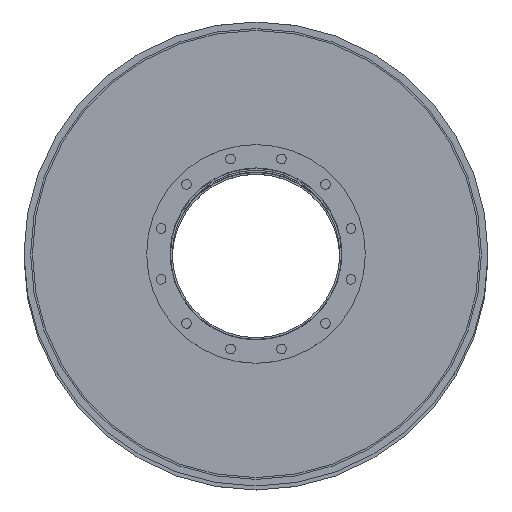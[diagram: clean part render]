
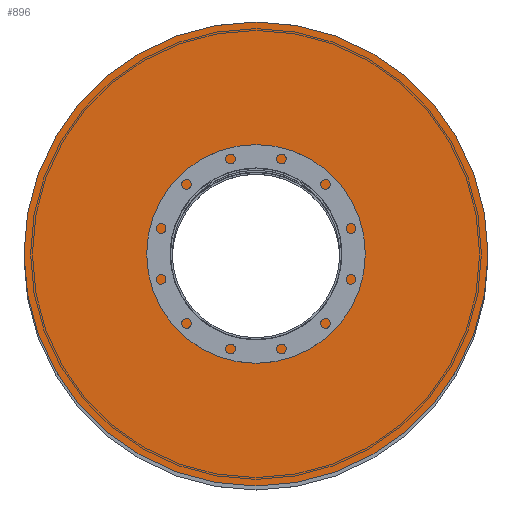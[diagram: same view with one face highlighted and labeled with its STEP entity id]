
A CAD part, top view. The second image highlights one B-rep face of the part: STEP entity #896.
In plain terms, the highlighted planar face has unit normal (0, 0, 1).
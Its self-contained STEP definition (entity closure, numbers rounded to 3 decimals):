
#44=PLANE('',#1038);
#146=FACE_BOUND('',#361,.T.);
#206=FACE_OUTER_BOUND('',#360,.T.);
#360=EDGE_LOOP('',(#780));
#361=EDGE_LOOP('',(#781));
#456=CIRCLE('',#1033,194.5);
#458=CIRCLE('',#1036,525.);
#540=VERTEX_POINT('',#1536);
#542=VERTEX_POINT('',#1541);
#624=EDGE_CURVE('',#540,#540,#456,.T.);
#626=EDGE_CURVE('',#542,#542,#458,.T.);
#780=ORIENTED_EDGE('',*,*,#626,.F.);
#781=ORIENTED_EDGE('',*,*,#624,.T.);
#896=ADVANCED_FACE('',(#206,#146),#44,.F.);
#1033=AXIS2_PLACEMENT_3D('',#1537,#1292,#1293);
#1036=AXIS2_PLACEMENT_3D('',#1542,#1298,#1299);
#1038=AXIS2_PLACEMENT_3D('',#1545,#1302,#1303);
#1292=DIRECTION('center_axis',(0.,0.,-1.));
#1293=DIRECTION('ref_axis',(-1.,0.,0.));
#1298=DIRECTION('center_axis',(0.,0.,-1.));
#1299=DIRECTION('ref_axis',(-1.,0.,0.));
#1302=DIRECTION('center_axis',(0.,0.,-1.));
#1303=DIRECTION('ref_axis',(-1.,0.,0.));
#1536=CARTESIAN_POINT('',(194.5,0.,5210.));
#1537=CARTESIAN_POINT('Origin',(0.,0.,5210.));
#1541=CARTESIAN_POINT('',(525.,0.,5210.));
#1542=CARTESIAN_POINT('Origin',(0.,0.,5210.));
#1545=CARTESIAN_POINT('Origin',(0.,0.,5210.));
